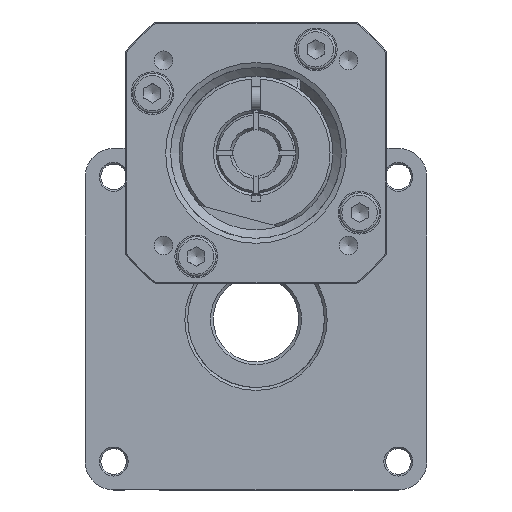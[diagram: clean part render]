
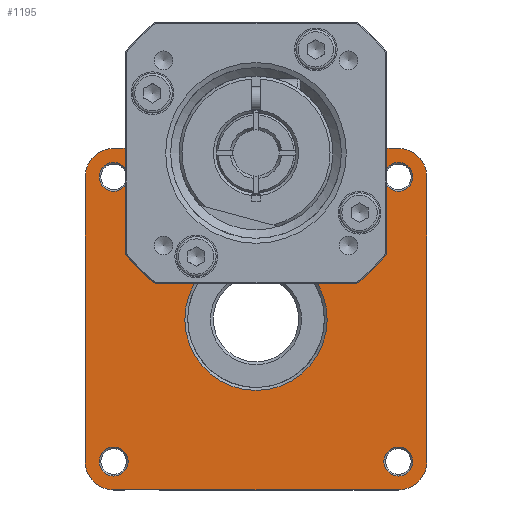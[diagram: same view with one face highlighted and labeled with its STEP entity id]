
A CAD part, front view. The second image highlights one B-rep face of the part: STEP entity #1195.
In plain terms, the highlighted planar face has unit normal (0, -1, 0).
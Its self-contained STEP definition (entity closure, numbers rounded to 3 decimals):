
#199=CARTESIAN_POINT('',(0.393,0.,12.494));
#200=VERTEX_POINT('',#199);
#208=CARTESIAN_POINT('',(-0.393,0.,12.494));
#209=VERTEX_POINT('',#208);
#210=CARTESIAN_POINT('',(0.0,0.0,29.2));
#211=DIRECTION('',(0.0,-1.0,0.0));
#212=DIRECTION('',(1.0,0.0,0.0));
#213=AXIS2_PLACEMENT_3D('',#210,#211,#212);
#214=CIRCLE('',#213,16.711);
#215=EDGE_CURVE('',#200,#209,#214,.T.);
#296=CARTESIAN_POINT('',(25.,0.,-22.45));
#297=VERTEX_POINT('',#296);
#298=CARTESIAN_POINT('',(25.,0.,-25.0));
#299=DIRECTION('',(0.0,1.0,0.0));
#300=DIRECTION('',(0.0,0.0,1.0));
#301=AXIS2_PLACEMENT_3D('',#298,#299,#300);
#302=CIRCLE('',#301,2.55);
#303=EDGE_CURVE('',#297,#297,#302,.T.);
#352=CARTESIAN_POINT('',(-25.,0.,-22.45));
#353=VERTEX_POINT('',#352);
#354=CARTESIAN_POINT('',(-25.,0.,-25.0));
#355=DIRECTION('',(0.0,1.0,0.0));
#356=DIRECTION('',(0.0,0.0,1.0));
#357=AXIS2_PLACEMENT_3D('',#354,#355,#356);
#358=CIRCLE('',#357,2.55);
#359=EDGE_CURVE('',#353,#353,#358,.T.);
#436=CARTESIAN_POINT('',(-25.,0.,27.55));
#437=VERTEX_POINT('',#436);
#438=CARTESIAN_POINT('',(-25.,0.,25.0));
#439=DIRECTION('',(0.0,1.0,0.0));
#440=DIRECTION('',(0.0,0.0,1.0));
#441=AXIS2_PLACEMENT_3D('',#438,#439,#440);
#442=CIRCLE('',#441,2.55);
#443=EDGE_CURVE('',#437,#437,#442,.T.);
#464=CARTESIAN_POINT('',(25.,0.,27.55));
#465=VERTEX_POINT('',#464);
#466=CARTESIAN_POINT('',(25.,0.,25.0));
#467=DIRECTION('',(0.0,1.0,0.0));
#468=DIRECTION('',(0.0,0.0,1.0));
#469=AXIS2_PLACEMENT_3D('',#466,#467,#468);
#470=CIRCLE('',#469,2.55);
#471=EDGE_CURVE('',#465,#465,#470,.T.);
#521=CARTESIAN_POINT('',(0.0,0.0,0.0));
#522=DIRECTION('',(0.0,1.0,0.0));
#523=DIRECTION('',(0.0,0.0,1.0));
#524=AXIS2_PLACEMENT_3D('',#521,#522,#523);
#525=CIRCLE('',#524,12.5);
#526=EDGE_CURVE('',#200,#209,#525,.T.);
#754=CARTESIAN_POINT('',(-17.711,0.,19.167));
#755=VERTEX_POINT('',#754);
#756=CARTESIAN_POINT('',(-17.711,0.,17.917));
#757=DIRECTION('',(0.0,-1.0,0.0));
#758=DIRECTION('',(0.0,0.0,1.0));
#759=AXIS2_PLACEMENT_3D('',#756,#757,#758);
#760=CIRCLE('',#759,1.25);
#761=EDGE_CURVE('',#755,#755,#760,.T.);
#782=CARTESIAN_POINT('',(11.283,0.,12.739));
#783=VERTEX_POINT('',#782);
#784=CARTESIAN_POINT('',(11.283,0.,11.489));
#785=DIRECTION('',(0.0,-1.0,0.0));
#786=DIRECTION('',(0.0,0.0,1.0));
#787=AXIS2_PLACEMENT_3D('',#784,#785,#786);
#788=CIRCLE('',#787,1.25);
#789=EDGE_CURVE('',#783,#783,#788,.T.);
#810=CARTESIAN_POINT('',(17.711,0.,41.733));
#811=VERTEX_POINT('',#810);
#812=CARTESIAN_POINT('',(17.711,0.,40.483));
#813=DIRECTION('',(0.0,-1.0,0.0));
#814=DIRECTION('',(0.0,0.0,1.0));
#815=AXIS2_PLACEMENT_3D('',#812,#813,#814);
#816=CIRCLE('',#815,1.25);
#817=EDGE_CURVE('',#811,#811,#816,.T.);
#847=CARTESIAN_POINT('',(-11.283,0.,48.161));
#848=VERTEX_POINT('',#847);
#849=CARTESIAN_POINT('',(-11.283,0.,46.911));
#850=DIRECTION('',(0.0,-1.0,0.0));
#851=DIRECTION('',(0.0,0.0,1.0));
#852=AXIS2_PLACEMENT_3D('',#849,#850,#851);
#853=CIRCLE('',#852,1.25);
#854=EDGE_CURVE('',#848,#848,#853,.T.);
#1016=CARTESIAN_POINT('',(21.,0.,30.0));
#1017=VERTEX_POINT('',#1016);
#1018=CARTESIAN_POINT('',(25.,0.,30.0));
#1019=VERTEX_POINT('',#1018);
#1020=CARTESIAN_POINT('',(21.,0.,30.0));
#1021=DIRECTION('',(1.0,0.0,0.0));
#1022=VECTOR('',#1021,4.);
#1023=LINE('',#1020,#1022);
#1024=EDGE_CURVE('',#1017,#1019,#1023,.T.);
#1051=CARTESIAN_POINT('',(0.0,0.0,0.0));
#1052=DIRECTION('',(0.0,-1.0,0.0));
#1053=DIRECTION('',(0.0,0.0,-1.0));
#1054=AXIS2_PLACEMENT_3D('',#1051,#1052,#1053);
#1055=PLANE('',#1054);
#1056=CARTESIAN_POINT('',(-25.,0.,30.0));
#1057=VERTEX_POINT('',#1056);
#1058=CARTESIAN_POINT('',(-21.,0.,30.0));
#1059=VERTEX_POINT('',#1058);
#1060=CARTESIAN_POINT('',(-25.,0.,30.0));
#1061=DIRECTION('',(1.0,0.0,0.0));
#1062=VECTOR('',#1061,4.);
#1063=LINE('',#1060,#1062);
#1064=EDGE_CURVE('',#1057,#1059,#1063,.T.);
#1065=ORIENTED_EDGE('',*,*,#1064,.F.);
#1066=CARTESIAN_POINT('',(-30.,0.,25.0));
#1067=VERTEX_POINT('',#1066);
#1068=CARTESIAN_POINT('',(-25.,0.,25.0));
#1069=DIRECTION('',(0.0,-1.0,0.0));
#1070=DIRECTION('',(0.0,0.0,1.0));
#1071=AXIS2_PLACEMENT_3D('',#1068,#1069,#1070);
#1072=CIRCLE('',#1071,5.);
#1073=EDGE_CURVE('',#1057,#1067,#1072,.T.);
#1074=ORIENTED_EDGE('',*,*,#1073,.T.);
#1075=CARTESIAN_POINT('',(-30.,0.,-25.0));
#1076=VERTEX_POINT('',#1075);
#1077=CARTESIAN_POINT('',(-30.,0.,-25.0));
#1078=DIRECTION('',(0.0,0.0,1.0));
#1079=VECTOR('',#1078,50.0);
#1080=LINE('',#1077,#1079);
#1081=EDGE_CURVE('',#1076,#1067,#1080,.T.);
#1082=ORIENTED_EDGE('',*,*,#1081,.F.);
#1083=CARTESIAN_POINT('',(-25.,0.,-30.0));
#1084=VERTEX_POINT('',#1083);
#1085=CARTESIAN_POINT('',(-25.,0.,-25.0));
#1086=DIRECTION('',(0.0,-1.0,0.0));
#1087=DIRECTION('',(0.0,0.0,1.0));
#1088=AXIS2_PLACEMENT_3D('',#1085,#1086,#1087);
#1089=CIRCLE('',#1088,5.);
#1090=EDGE_CURVE('',#1076,#1084,#1089,.T.);
#1091=ORIENTED_EDGE('',*,*,#1090,.T.);
#1092=CARTESIAN_POINT('',(25.,0.,-30.0));
#1093=VERTEX_POINT('',#1092);
#1094=CARTESIAN_POINT('',(25.,0.,-30.0));
#1095=DIRECTION('',(-1.0,0.0,0.0));
#1096=VECTOR('',#1095,50.);
#1097=LINE('',#1094,#1096);
#1098=EDGE_CURVE('',#1093,#1084,#1097,.T.);
#1099=ORIENTED_EDGE('',*,*,#1098,.F.);
#1100=CARTESIAN_POINT('',(30.,0.,-25.0));
#1101=VERTEX_POINT('',#1100);
#1102=CARTESIAN_POINT('',(25.,0.,-25.0));
#1103=DIRECTION('',(0.0,-1.0,0.0));
#1104=DIRECTION('',(0.0,0.0,1.0));
#1105=AXIS2_PLACEMENT_3D('',#1102,#1103,#1104);
#1106=CIRCLE('',#1105,5.);
#1107=EDGE_CURVE('',#1093,#1101,#1106,.T.);
#1108=ORIENTED_EDGE('',*,*,#1107,.T.);
#1109=CARTESIAN_POINT('',(30.,0.,25.0));
#1110=VERTEX_POINT('',#1109);
#1111=CARTESIAN_POINT('',(30.,0.,25.0));
#1112=DIRECTION('',(0.0,0.0,-1.0));
#1113=VECTOR('',#1112,50.0);
#1114=LINE('',#1111,#1113);
#1115=EDGE_CURVE('',#1110,#1101,#1114,.T.);
#1116=ORIENTED_EDGE('',*,*,#1115,.F.);
#1117=CARTESIAN_POINT('',(25.,0.,25.0));
#1118=DIRECTION('',(0.0,-1.0,0.0));
#1119=DIRECTION('',(0.0,0.0,1.0));
#1120=AXIS2_PLACEMENT_3D('',#1117,#1118,#1119);
#1121=CIRCLE('',#1120,5.);
#1122=EDGE_CURVE('',#1110,#1019,#1121,.T.);
#1123=ORIENTED_EDGE('',*,*,#1122,.T.);
#1124=ORIENTED_EDGE('',*,*,#1024,.F.);
#1125=CARTESIAN_POINT('',(21.,0.,46.2));
#1126=VERTEX_POINT('',#1125);
#1127=CARTESIAN_POINT('',(21.,0.,30.0));
#1128=DIRECTION('',(0.0,0.0,1.0));
#1129=VECTOR('',#1128,16.2);
#1130=LINE('',#1127,#1129);
#1131=EDGE_CURVE('',#1017,#1126,#1130,.T.);
#1132=ORIENTED_EDGE('',*,*,#1131,.T.);
#1133=CARTESIAN_POINT('',(17.,0.,50.2));
#1134=VERTEX_POINT('',#1133);
#1135=CARTESIAN_POINT('',(17.,0.,46.2));
#1136=DIRECTION('',(0.0,-1.0,0.0));
#1137=DIRECTION('',(0.0,0.0,1.0));
#1138=AXIS2_PLACEMENT_3D('',#1135,#1136,#1137);
#1139=CIRCLE('',#1138,4.);
#1140=EDGE_CURVE('',#1126,#1134,#1139,.T.);
#1141=ORIENTED_EDGE('',*,*,#1140,.T.);
#1142=CARTESIAN_POINT('',(-17.,0.,50.2));
#1143=VERTEX_POINT('',#1142);
#1144=CARTESIAN_POINT('',(17.,0.,50.2));
#1145=DIRECTION('',(-1.0,0.0,0.0));
#1146=VECTOR('',#1145,34.);
#1147=LINE('',#1144,#1146);
#1148=EDGE_CURVE('',#1134,#1143,#1147,.T.);
#1149=ORIENTED_EDGE('',*,*,#1148,.T.);
#1150=CARTESIAN_POINT('',(-21.,0.,46.2));
#1151=VERTEX_POINT('',#1150);
#1152=CARTESIAN_POINT('',(-17.,0.,46.2));
#1153=DIRECTION('',(0.0,-1.0,0.0));
#1154=DIRECTION('',(0.0,0.0,1.0));
#1155=AXIS2_PLACEMENT_3D('',#1152,#1153,#1154);
#1156=CIRCLE('',#1155,4.);
#1157=EDGE_CURVE('',#1143,#1151,#1156,.T.);
#1158=ORIENTED_EDGE('',*,*,#1157,.T.);
#1159=CARTESIAN_POINT('',(-21.,0.,46.2));
#1160=DIRECTION('',(0.0,0.0,-1.0));
#1161=VECTOR('',#1160,16.2);
#1162=LINE('',#1159,#1161);
#1163=EDGE_CURVE('',#1151,#1059,#1162,.T.);
#1164=ORIENTED_EDGE('',*,*,#1163,.T.);
#1165=EDGE_LOOP('',(#1065,#1074,#1082,#1091,#1099,#1108,#1116,#1123,#1124,#1132,#1141,#1149,#1158,#1164));
#1166=FACE_OUTER_BOUND('',#1165,.T.);
#1167=ORIENTED_EDGE('',*,*,#471,.T.);
#1168=EDGE_LOOP('',(#1167));
#1169=FACE_BOUND('',#1168,.T.);
#1170=ORIENTED_EDGE('',*,*,#443,.T.);
#1171=EDGE_LOOP('',(#1170));
#1172=FACE_BOUND('',#1171,.T.);
#1173=ORIENTED_EDGE('',*,*,#359,.T.);
#1174=EDGE_LOOP('',(#1173));
#1175=FACE_BOUND('',#1174,.T.);
#1176=ORIENTED_EDGE('',*,*,#303,.T.);
#1177=EDGE_LOOP('',(#1176));
#1178=FACE_BOUND('',#1177,.T.);
#1179=ORIENTED_EDGE('',*,*,#761,.F.);
#1180=EDGE_LOOP('',(#1179));
#1181=FACE_BOUND('',#1180,.T.);
#1182=ORIENTED_EDGE('',*,*,#789,.F.);
#1183=EDGE_LOOP('',(#1182));
#1184=FACE_BOUND('',#1183,.T.);
#1185=ORIENTED_EDGE('',*,*,#817,.F.);
#1186=EDGE_LOOP('',(#1185));
#1187=FACE_BOUND('',#1186,.T.);
#1188=ORIENTED_EDGE('',*,*,#854,.F.);
#1189=EDGE_LOOP('',(#1188));
#1190=FACE_BOUND('',#1189,.T.);
#1191=ORIENTED_EDGE('',*,*,#215,.F.);
#1192=ORIENTED_EDGE('',*,*,#526,.T.);
#1193=EDGE_LOOP('',(#1191,#1192));
#1194=FACE_BOUND('',#1193,.T.);
#1195=ADVANCED_FACE('',(#1166,#1169,#1172,#1175,#1178,#1181,#1184,#1187,#1190,#1194),#1055,.T.);
